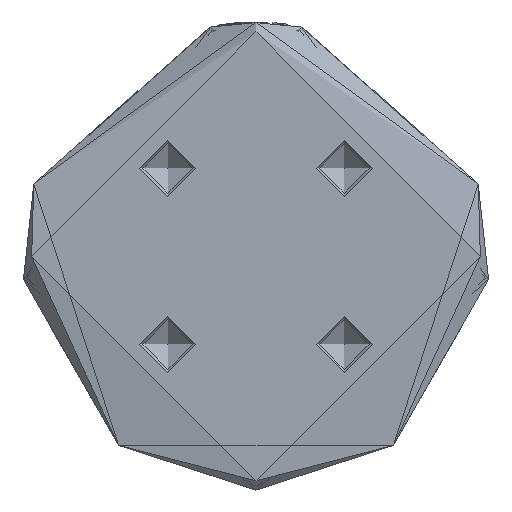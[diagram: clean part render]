
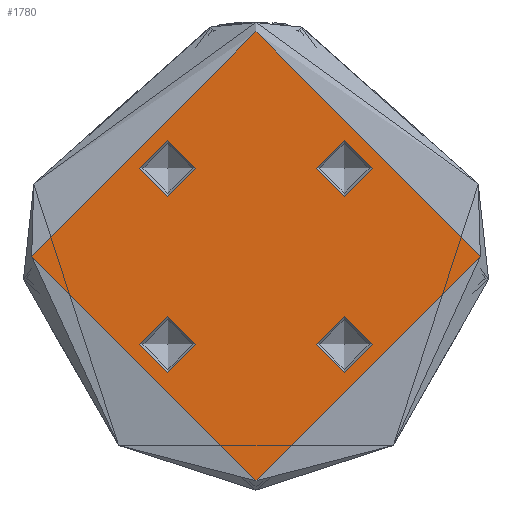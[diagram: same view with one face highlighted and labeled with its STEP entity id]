
A CAD part, front view. The second image highlights one B-rep face of the part: STEP entity #1780.
In plain terms, the highlighted face is planar.
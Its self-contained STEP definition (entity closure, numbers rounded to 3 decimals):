
#60 = CARTESIAN_POINT ( 'NONE',  ( 18.642, -14.142, 0. ) ) ;
#262 = DIRECTION ( 'NONE',  ( -1., 0., 0. ) ) ;
#293 = DIRECTION ( 'NONE',  ( 0., 0., 1. ) ) ;
#479 = FACE_BOUND ( 'NONE', #1786, .T. ) ;
#491 = FACE_BOUND ( 'NONE', #5353, .T. ) ;
#494 = FACE_OUTER_BOUND ( 'NONE', #1388, .T. ) ;
#573 = FACE_BOUND ( 'NONE', #3161, .T. ) ;
#640 = FACE_BOUND ( 'NONE', #4426, .T. ) ;
#691 = VERTEX_POINT ( 'NONE', #5537 ) ;
#764 = CIRCLE ( 'NONE', #1105, 4.5 ) ;
#952 = CARTESIAN_POINT ( 'NONE',  ( 18.642, 14.142, 0. ) ) ;
#1105 = AXIS2_PLACEMENT_3D ( 'NONE', #1960, #5131, #2422 ) ;
#1120 = CARTESIAN_POINT ( 'NONE',  ( -14.142, 14.142, 0. ) ) ;
#1287 = DIRECTION ( 'NONE',  ( 0., 0., 1. ) ) ;
#1388 = EDGE_LOOP ( 'NONE', ( #3984 ) ) ;
#1431 = AXIS2_PLACEMENT_3D ( 'NONE', #2107, #5291, #2570 ) ;
#1438 = CARTESIAN_POINT ( 'NONE',  ( -18.642, 14.142, 0. ) ) ;
#1526 = CIRCLE ( 'NONE', #5587, 36. ) ;
#1565 = DIRECTION ( 'NONE',  ( -1., 0., 0. ) ) ;
#1608 = EDGE_CURVE ( 'NONE', #3852, #3852, #764, .T. ) ;
#1780 = ADVANCED_FACE ( 'NONE', ( #640, #479, #573, #491, #494 ), #2501, .F. ) ;
#1786 = EDGE_LOOP ( 'NONE', ( #5339 ) ) ;
#1960 = CARTESIAN_POINT ( 'NONE',  ( 14.142, 14.142, 0. ) ) ;
#2090 = ORIENTED_EDGE ( 'NONE', *, *, #3120, .T. ) ;
#2107 = CARTESIAN_POINT ( 'NONE',  ( 14.142, -14.142, 0. ) ) ;
#2372 = AXIS2_PLACEMENT_3D ( 'NONE', #4010, #1287, #4464 ) ;
#2422 = DIRECTION ( 'NONE',  ( 1., 0., 0. ) ) ;
#2501 = PLANE ( 'NONE',  #5040 ) ;
#2570 = DIRECTION ( 'NONE',  ( 1., 0., 0. ) ) ;
#2581 = CIRCLE ( 'NONE', #1431, 4.5 ) ;
#2639 = VERTEX_POINT ( 'NONE', #60 ) ;
#2960 = DIRECTION ( 'NONE',  ( 0., 0., -1. ) ) ;
#3002 = CARTESIAN_POINT ( 'NONE',  ( 0., 0., 0. ) ) ;
#3120 = EDGE_CURVE ( 'NONE', #2639, #2639, #2581, .T. ) ;
#3161 = EDGE_LOOP ( 'NONE', ( #2090 ) ) ;
#3446 = DIRECTION ( 'NONE',  ( 1., 0., 0. ) ) ;
#3553 = EDGE_CURVE ( 'NONE', #4577, #4577, #1526, .T. ) ;
#3718 = VERTEX_POINT ( 'NONE', #1438 ) ;
#3852 = VERTEX_POINT ( 'NONE', #952 ) ;
#3984 = ORIENTED_EDGE ( 'NONE', *, *, #3553, .T. ) ;
#4010 = CARTESIAN_POINT ( 'NONE',  ( -14.142, -14.142, 0. ) ) ;
#4134 = CARTESIAN_POINT ( 'NONE',  ( 36., 0., 0. ) ) ;
#4273 = DIRECTION ( 'NONE',  ( 0., 0., -1. ) ) ;
#4424 = ORIENTED_EDGE ( 'NONE', *, *, #1608, .F. ) ;
#4426 = EDGE_LOOP ( 'NONE', ( #5159 ) ) ;
#4464 = DIRECTION ( 'NONE',  ( -1., 0., 0. ) ) ;
#4577 = VERTEX_POINT ( 'NONE', #4134 ) ;
#5037 = CIRCLE ( 'NONE', #5769, 4.5 ) ;
#5040 = AXIS2_PLACEMENT_3D ( 'NONE', #5688, #2960, #262 ) ;
#5072 = CIRCLE ( 'NONE', #2372, 4.5 ) ;
#5131 = DIRECTION ( 'NONE',  ( 0., 0., 1. ) ) ;
#5159 = ORIENTED_EDGE ( 'NONE', *, *, #5810, .F. ) ;
#5287 = EDGE_CURVE ( 'NONE', #3718, #3718, #5037, .T. ) ;
#5291 = DIRECTION ( 'NONE',  ( 0., 0., -1. ) ) ;
#5339 = ORIENTED_EDGE ( 'NONE', *, *, #5287, .T. ) ;
#5353 = EDGE_LOOP ( 'NONE', ( #4424 ) ) ;
#5537 = CARTESIAN_POINT ( 'NONE',  ( -18.642, -14.142, 0. ) ) ;
#5587 = AXIS2_PLACEMENT_3D ( 'NONE', #3002, #293, #3446 ) ;
#5688 = CARTESIAN_POINT ( 'NONE',  ( 0., 0., 0. ) ) ;
#5769 = AXIS2_PLACEMENT_3D ( 'NONE', #1120, #4273, #1565 ) ;
#5810 = EDGE_CURVE ( 'NONE', #691, #691, #5072, .T. ) ;
